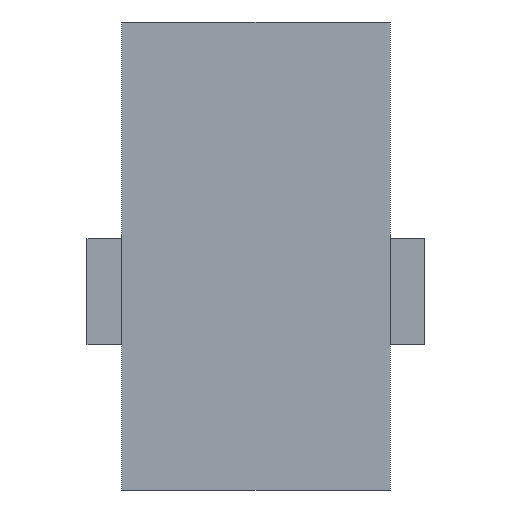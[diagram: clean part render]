
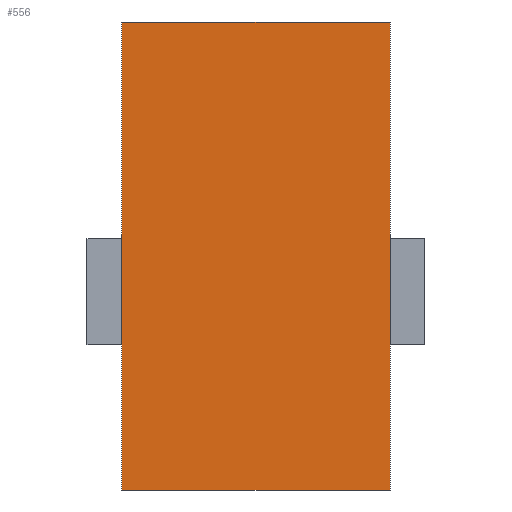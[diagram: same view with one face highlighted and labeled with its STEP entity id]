
A CAD part, front view. The second image highlights one B-rep face of the part: STEP entity #556.
In plain terms, the highlighted planar face has unit normal (0, -1, 0).
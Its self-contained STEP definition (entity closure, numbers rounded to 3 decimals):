
#323=CARTESIAN_POINT('POINT23',(7.874,-6.985,-27.432));
#324=VERTEX_POINT('VERTEX23',#323);
#331=CARTESIAN_POINT('POINT24',(-7.874,-6.985,-27.432));
#332=VERTEX_POINT('VERTEX24',#331);
#333=CARTESIAN_POINT('POS42',(7.874,-6.985,-27.432));
#334=DIRECTION('DIR53',(-1.,0.,0.));
#335=VECTOR('VEC31',#334,25.4);
#336=LINE('STRAIGHT31',#333,#335);
#337=EDGE_CURVE('EDGE31',#324,#332,#336,.T.);
#458=CARTESIAN_POINT('POINT30',(-7.874,-6.985,0.));
#459=VERTEX_POINT('VERTEX30',#458);
#460=CARTESIAN_POINT('POS58',(-7.874,-6.985,0.));
#461=DIRECTION('DIR74',(0.,0.,-1.));
#462=VECTOR('VEC42',#461,25.4);
#463=LINE('STRAIGHT42',#460,#462);
#464=EDGE_CURVE('EDGE42',#459,#332,#463,.T.);
#510=CARTESIAN_POINT('POINT32',(7.874,-6.985,0.));
#511=VERTEX_POINT('VERTEX32',#510);
#512=CARTESIAN_POINT('POS64',(7.874,-6.985,0.));
#513=DIRECTION('DIR82',(0.,0.,-1.));
#514=VECTOR('VEC46',#513,25.4);
#515=LINE('STRAIGHT46',#512,#514);
#516=EDGE_CURVE('EDGE46',#511,#324,#515,.T.);
#540=ORIENTED_EDGE('COEDGE85',*,*,#464,.T.);
#541=ORIENTED_EDGE('COEDGE86',*,*,#337,.F.);
#542=ORIENTED_EDGE('COEDGE87',*,*,#516,.F.);
#543=CARTESIAN_POINT('POS67',(7.874,-6.985,0.));
#544=DIRECTION('DIR86',(-1.,0.,0.));
#545=VECTOR('VEC48',#544,25.4);
#546=LINE('STRAIGHT48',#543,#545);
#547=EDGE_CURVE('EDGE48',#511,#459,#546,.T.);
#548=ORIENTED_EDGE('COEDGE88',*,*,#547,.T.);
#549=EDGE_LOOP('NONE',(#540,#541,#542,#548));
#550=FACE_BOUND('LOOP1',#549,.T.);
#551=CARTESIAN_POINT('POS68',(7.874,-6.985,0.));
#552=DIRECTION('DIR87',(0.,-1.,0.));
#553=DIRECTION('DIR88',(1.,0.,0.));
#554=AXIS2_PLACEMENT_3D('AXIS20',#551,#552,#553);
#555=PLANE('PLANE20',#554);
#556=ADVANCED_FACE('FACE20',(#550),#555,.T.);
